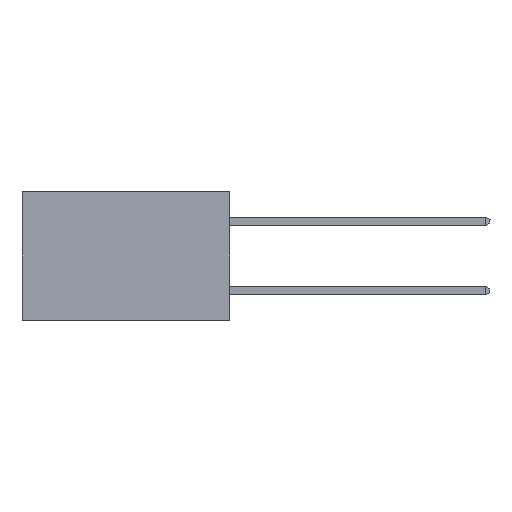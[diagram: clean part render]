
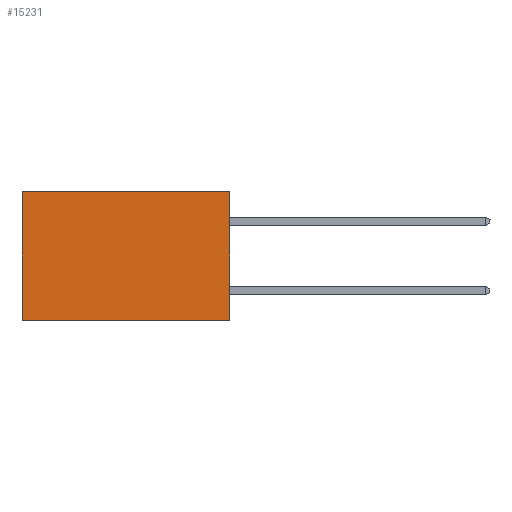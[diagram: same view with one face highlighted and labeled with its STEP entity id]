
A CAD part, left-side view. The second image highlights one B-rep face of the part: STEP entity #15231.
In plain terms, the highlighted planar face has unit normal (-1, 0, 0).
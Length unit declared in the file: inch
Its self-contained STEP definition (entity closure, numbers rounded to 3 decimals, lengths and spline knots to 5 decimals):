
#194 = LINE ( 'NONE', #572, #22569 ) ;
#572 = CARTESIAN_POINT ( 'NONE',  ( 0.298, 0.6, 0. ) ) ;
#615 = LINE ( 'NONE', #23944, #13073 ) ;
#2877 = ORIENTED_EDGE ( 'NONE', *, *, #17166, .T. ) ;
#3347 = EDGE_LOOP ( 'NONE', ( #2877, #13458, #13238, #9084 ) ) ;
#3666 = AXIS2_PLACEMENT_3D ( 'NONE', #6701, #13998, #21139 ) ;
#4348 = VERTEX_POINT ( 'NONE', #24614 ) ;
#5117 = EDGE_CURVE ( 'NONE', #28495, #28068, #7083, .T. ) ;
#6701 = CARTESIAN_POINT ( 'NONE',  ( 0.298, 0., 0. ) ) ;
#6780 = DIRECTION ( 'NONE',  ( 0., 1., 0. ) ) ;
#6969 = CARTESIAN_POINT ( 'NONE',  ( 0.298, 0., -0.37 ) ) ;
#7083 = LINE ( 'NONE', #18333, #17344 ) ;
#7388 = DIRECTION ( 'NONE',  ( 0., 0., -1. ) ) ;
#9084 = ORIENTED_EDGE ( 'NONE', *, *, #5117, .T. ) ;
#10077 = DIRECTION ( 'NONE',  ( 0., 0., -1. ) ) ;
#11352 = VECTOR ( 'NONE', #18847, 39.37008 ) ;
#13073 = VECTOR ( 'NONE', #7388, 39.37008 ) ;
#13238 = ORIENTED_EDGE ( 'NONE', *, *, #24253, .F. ) ;
#13329 = CARTESIAN_POINT ( 'NONE',  ( 0.298, 0.6, -0.37 ) ) ;
#13458 = ORIENTED_EDGE ( 'NONE', *, *, #14245, .F. ) ;
#13978 = CARTESIAN_POINT ( 'NONE',  ( 0.298, 0.6, 0. ) ) ;
#13998 = DIRECTION ( 'NONE',  ( 1., 0., 0. ) ) ;
#14245 = EDGE_CURVE ( 'NONE', #4348, #18233, #27545, .T. ) ;
#14618 = FACE_OUTER_BOUND ( 'NONE', #3347, .T. ) ;
#15231 = ADVANCED_FACE ( 'NONE', ( #14618 ), #25714, .F. ) ;
#17166 = EDGE_CURVE ( 'NONE', #28068, #18233, #194, .T. ) ;
#17344 = VECTOR ( 'NONE', #6780, 39.37008 ) ;
#18233 = VERTEX_POINT ( 'NONE', #13329 ) ;
#18333 = CARTESIAN_POINT ( 'NONE',  ( 0.298, 0., 0. ) ) ;
#18847 = DIRECTION ( 'NONE',  ( 0., 1., 0. ) ) ;
#21139 = DIRECTION ( 'NONE',  ( 0., 0., -1. ) ) ;
#22569 = VECTOR ( 'NONE', #10077, 39.37008 ) ;
#22570 = CARTESIAN_POINT ( 'NONE',  ( 0.298, 0., 0. ) ) ;
#23944 = CARTESIAN_POINT ( 'NONE',  ( 0.298, 0., 0. ) ) ;
#24253 = EDGE_CURVE ( 'NONE', #28495, #4348, #615, .T. ) ;
#24614 = CARTESIAN_POINT ( 'NONE',  ( 0.298, 0., -0.37 ) ) ;
#25714 = PLANE ( 'NONE',  #3666 ) ;
#27545 = LINE ( 'NONE', #6969, #11352 ) ;
#28068 = VERTEX_POINT ( 'NONE', #13978 ) ;
#28495 = VERTEX_POINT ( 'NONE', #22570 ) ;
